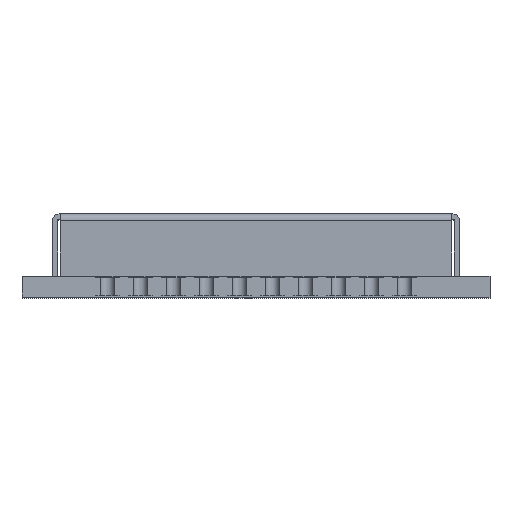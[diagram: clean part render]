
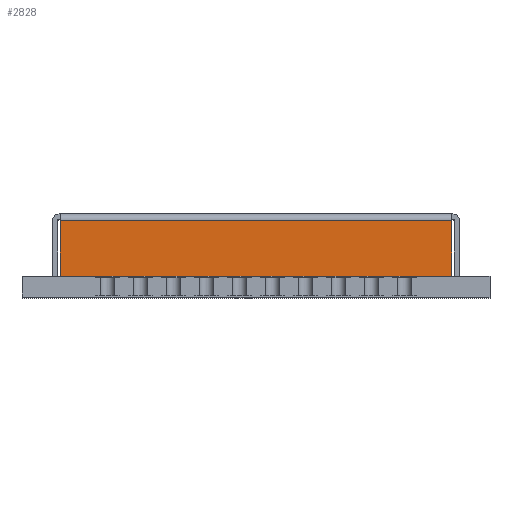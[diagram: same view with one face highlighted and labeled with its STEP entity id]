
A CAD part, top view. The second image highlights one B-rep face of the part: STEP entity #2828.
In plain terms, the highlighted planar face has unit normal (0, 0, 1).
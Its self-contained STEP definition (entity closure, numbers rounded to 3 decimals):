
#725 = CARTESIAN_POINT ( 'NONE',  ( -7.523, 0.8, 11.6 ) ) ;
#939 = PLANE ( 'NONE',  #14418 ) ;
#1041 = FACE_OUTER_BOUND ( 'NONE', #20587, .T. ) ;
#1368 = VECTOR ( 'NONE', #1691, 1000. ) ;
#1592 = EDGE_CURVE ( 'NONE', #18514, #13377, #6127, .T. ) ;
#1691 = DIRECTION ( 'NONE',  ( 0., 1., 0. ) ) ;
#2828 = ADVANCED_FACE ( 'NONE', ( #1041 ), #939, .T. ) ;
#2973 = CARTESIAN_POINT ( 'NONE',  ( 7.825, 3., 11.6 ) ) ;
#3983 = DIRECTION ( 'NONE',  ( 0., 1., 0. ) ) ;
#4894 = ORIENTED_EDGE ( 'NONE', *, *, #21476, .F. ) ;
#5753 = LINE ( 'NONE', #16527, #23102 ) ;
#6127 = LINE ( 'NONE', #24893, #14494 ) ;
#6181 = ORIENTED_EDGE ( 'NONE', *, *, #8970, .T. ) ;
#8056 = ORIENTED_EDGE ( 'NONE', *, *, #21072, .T. ) ;
#8970 = EDGE_CURVE ( 'NONE', #13377, #21328, #10914, .T. ) ;
#9032 = LINE ( 'NONE', #25397, #1368 ) ;
#9297 = ORIENTED_EDGE ( 'NONE', *, *, #1592, .T. ) ;
#9602 = CARTESIAN_POINT ( 'NONE',  ( 7.523, 0.8, 11.6 ) ) ;
#10914 = LINE ( 'NONE', #14369, #24633 ) ;
#13377 = VERTEX_POINT ( 'NONE', #17035 ) ;
#14369 = CARTESIAN_POINT ( 'NONE',  ( 7.825, 2.95, 11.6 ) ) ;
#14418 = AXIS2_PLACEMENT_3D ( 'NONE', #2973, #17600, #24355 ) ;
#14494 = VECTOR ( 'NONE', #3983, 1000. ) ;
#14572 = DIRECTION ( 'NONE',  ( 1., 0., 0. ) ) ;
#14724 = DIRECTION ( 'NONE',  ( -1., 0., 0. ) ) ;
#16527 = CARTESIAN_POINT ( 'NONE',  ( 7.523, 0.8, 11.6 ) ) ;
#17035 = CARTESIAN_POINT ( 'NONE',  ( 7.523, 2.95, 11.6 ) ) ;
#17321 = VERTEX_POINT ( 'NONE', #725 ) ;
#17600 = DIRECTION ( 'NONE',  ( 0., 0., 1. ) ) ;
#18514 = VERTEX_POINT ( 'NONE', #9602 ) ;
#20587 = EDGE_LOOP ( 'NONE', ( #9297, #6181, #4894, #8056 ) ) ;
#21072 = EDGE_CURVE ( 'NONE', #17321, #18514, #5753, .T. ) ;
#21328 = VERTEX_POINT ( 'NONE', #22589 ) ;
#21476 = EDGE_CURVE ( 'NONE', #17321, #21328, #9032, .T. ) ;
#22589 = CARTESIAN_POINT ( 'NONE',  ( -7.523, 2.95, 11.6 ) ) ;
#23102 = VECTOR ( 'NONE', #14572, 1000. ) ;
#24355 = DIRECTION ( 'NONE',  ( 1., 0., 0. ) ) ;
#24633 = VECTOR ( 'NONE', #14724, 1000. ) ;
#24893 = CARTESIAN_POINT ( 'NONE',  ( 7.523, 3., 11.6 ) ) ;
#25397 = CARTESIAN_POINT ( 'NONE',  ( -7.523, 3., 11.6 ) ) ;
